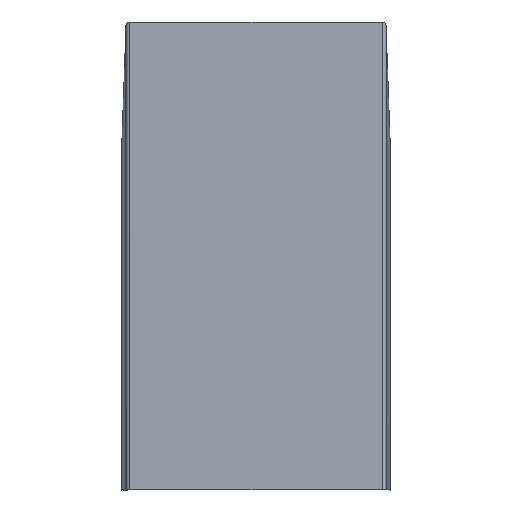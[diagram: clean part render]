
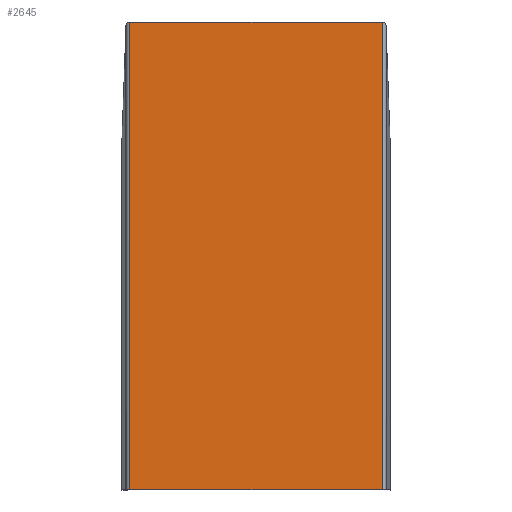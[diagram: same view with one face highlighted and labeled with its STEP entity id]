
A CAD part, front view. The second image highlights one B-rep face of the part: STEP entity #2645.
In plain terms, the highlighted planar face has unit normal (0, -1, 0).
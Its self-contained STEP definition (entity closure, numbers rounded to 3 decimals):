
#4 = PLANE ( 'NONE',  #2377 ) ;
#116 = VECTOR ( 'NONE', #1055, 1000. ) ;
#123 = CARTESIAN_POINT ( 'NONE',  ( 849.419, 23.028, -395.66 ) ) ;
#137 = LINE ( 'NONE', #1053, #116 ) ;
#168 = LINE ( 'NONE', #2182, #2490 ) ;
#218 = CARTESIAN_POINT ( 'NONE',  ( 872.292, 23.028, -563.819 ) ) ;
#350 = VECTOR ( 'NONE', #394, 1000. ) ;
#356 = VECTOR ( 'NONE', #1478, 1000. ) ;
#380 = LINE ( 'NONE', #1485, #356 ) ;
#394 = DIRECTION ( 'NONE',  ( 0., 0., 1. ) ) ;
#399 = CARTESIAN_POINT ( 'NONE',  ( 849.419, 23.028, -563.819 ) ) ;
#430 = CARTESIAN_POINT ( 'NONE',  ( 849.419, 23.028, -215.66 ) ) ;
#433 = DIRECTION ( 'NONE',  ( 0., 0., 1. ) ) ;
#685 = EDGE_CURVE ( 'NONE', #1232, #1576, #380, .T. ) ;
#949 = EDGE_CURVE ( 'NONE', #1703, #1435, #137, .T. ) ;
#995 = ORIENTED_EDGE ( 'NONE', *, *, #2714, .F. ) ;
#1053 = CARTESIAN_POINT ( 'NONE',  ( 872.292, 23.028, -395.66 ) ) ;
#1055 = DIRECTION ( 'NONE',  ( -1., 0., 0. ) ) ;
#1218 = FACE_OUTER_BOUND ( 'NONE', #1344, .T. ) ;
#1232 = VERTEX_POINT ( 'NONE', #430 ) ;
#1269 = ORIENTED_EDGE ( 'NONE', *, *, #1293, .F. ) ;
#1293 = EDGE_CURVE ( 'NONE', #1435, #1232, #1669, .T. ) ;
#1344 = EDGE_LOOP ( 'NONE', ( #1689, #995, #2266, #1269 ) ) ;
#1435 = VERTEX_POINT ( 'NONE', #123 ) ;
#1478 = DIRECTION ( 'NONE',  ( 1., 0., 0. ) ) ;
#1485 = CARTESIAN_POINT ( 'NONE',  ( 872.292, 23.028, -215.66 ) ) ;
#1492 = CARTESIAN_POINT ( 'NONE',  ( 946.372, 23.028, -215.66 ) ) ;
#1576 = VERTEX_POINT ( 'NONE', #1492 ) ;
#1669 = LINE ( 'NONE', #399, #350 ) ;
#1689 = ORIENTED_EDGE ( 'NONE', *, *, #949, .F. ) ;
#1698 = DIRECTION ( 'NONE',  ( 0., 1., 0. ) ) ;
#1703 = VERTEX_POINT ( 'NONE', #1882 ) ;
#1882 = CARTESIAN_POINT ( 'NONE',  ( 946.372, 23.028, -395.66 ) ) ;
#2182 = CARTESIAN_POINT ( 'NONE',  ( 946.372, 23.028, -563.819 ) ) ;
#2266 = ORIENTED_EDGE ( 'NONE', *, *, #685, .F. ) ;
#2377 = AXIS2_PLACEMENT_3D ( 'NONE', #218, #1698, #433 ) ;
#2490 = VECTOR ( 'NONE', #2568, 1000. ) ;
#2568 = DIRECTION ( 'NONE',  ( 0., 0., -1. ) ) ;
#2645 = ADVANCED_FACE ( 'NONE', ( #1218 ), #4, .F. ) ;
#2714 = EDGE_CURVE ( 'NONE', #1576, #1703, #168, .T. ) ;
